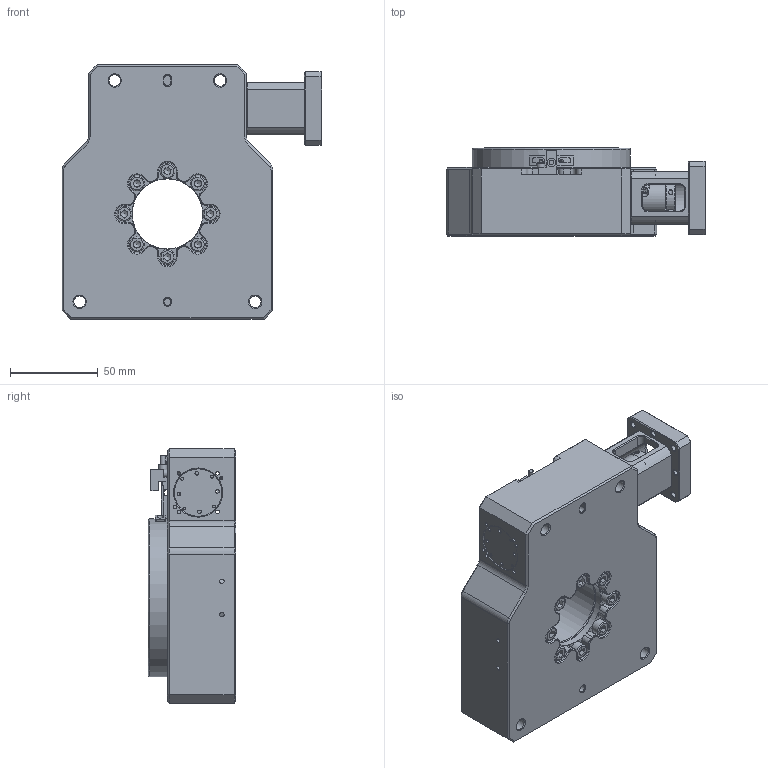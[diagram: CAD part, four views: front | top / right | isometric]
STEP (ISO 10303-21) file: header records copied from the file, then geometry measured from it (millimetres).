
FILE_DESCRIPTION (( 'STEP AP203' ), '1' );
FILE_NAME ('GR120-90K-S10C2.STEP', '2024-01-12T01:48:33', ( 'karl' ), ( '' ), 'SwSTEP 2.0', 'SolidWorks 2019', '' );
FILE_SCHEMA (( 'CONFIG_CONTROL_DESIGN' ));
Length unit declared in the file: millimetre
Products named in the file (2): GR120-90K-S10C2
Bounding box: 148 x 50 x 145 mm (x, y, z)
Surface area: 95109.8 mm2 (no closed solid volume)
Topology: 0 solids, 34 shells, 620 faces, 1750 edges, 1114 vertices
Faces by surface type: plane 303, cylinder 156, cone 143, torus 18
Full cylindrical faces by diameter (mm): 1.6 x4, 2 x2, 2.05 x6, 2.1 x4, 2.4 x1, 2.5 x8, 2.7 x1, 3.2 x4, 3.3 x4, 4 x1, 4.2 x6, 4.3 x1, 4.5 x1, 4.8 x1, 5 x6, 6.6 x4, 8.5 x11, 10 x6, 11 x4, 18 x1, 22 x1, 27 x3, 40 x1, 40.2 x1, 50 x1, 60 x1, 89.6 x1, 90 x1, 115 x2
Entity records: 19368 total; most frequent: CARTESIAN_POINT 3945, DIRECTION 3321, ORIENTED_EDGE 2637, EDGE_CURVE 1521, AXIS2_PLACEMENT_3D 1224, VERTEX_POINT 1060, EDGE_LOOP 920, LINE 873
